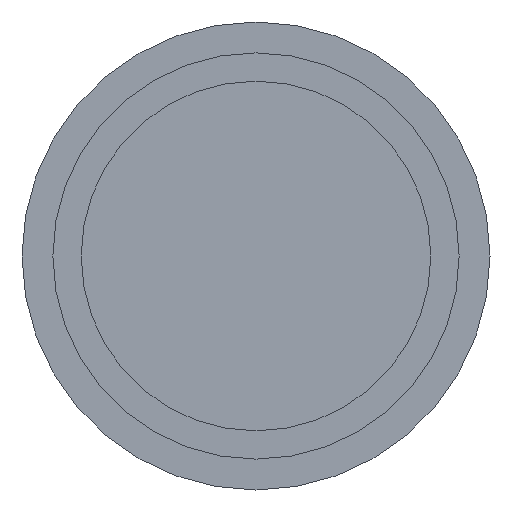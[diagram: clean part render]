
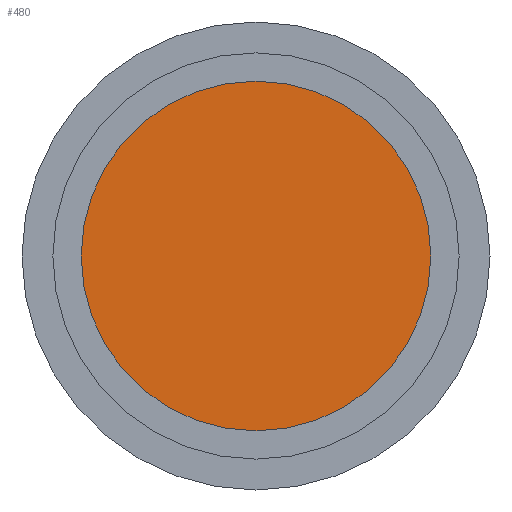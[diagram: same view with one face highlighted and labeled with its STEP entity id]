
A CAD part, left-side view. The second image highlights one B-rep face of the part: STEP entity #480.
In plain terms, the highlighted planar face has unit normal (-1, 0, 0).
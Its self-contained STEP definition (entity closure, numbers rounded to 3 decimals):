
#31 = CIRCLE ( 'NONE', #90, 34. ) ;
#53 = DIRECTION ( 'NONE',  ( 0., 0., 1. ) ) ;
#60 = CARTESIAN_POINT ( 'NONE',  ( -10.668, -8.368, 0. ) ) ;
#72 = CARTESIAN_POINT ( 'NONE',  ( -10.668, -8.368, 0. ) ) ;
#90 = AXIS2_PLACEMENT_3D ( 'NONE', #72, #107, #376 ) ;
#97 = CARTESIAN_POINT ( 'NONE',  ( -10.668, -8.368, -34. ) ) ;
#107 = DIRECTION ( 'NONE',  ( -1., 0., 0. ) ) ;
#139 = DIRECTION ( 'NONE',  ( -1., 0., 0. ) ) ;
#145 = VERTEX_POINT ( 'NONE', #97 ) ;
#147 = CARTESIAN_POINT ( 'NONE',  ( -10.668, -8.368, 34. ) ) ;
#174 = EDGE_CURVE ( 'NONE', #145, #457, #453, .T. ) ;
#207 = ORIENTED_EDGE ( 'NONE', *, *, #174, .T. ) ;
#248 = EDGE_CURVE ( 'NONE', #457, #145, #31, .T. ) ;
#260 = ORIENTED_EDGE ( 'NONE', *, *, #248, .T. ) ;
#261 = FACE_OUTER_BOUND ( 'NONE', #462, .T. ) ;
#272 = CARTESIAN_POINT ( 'NONE',  ( -10.668, 0., 0. ) ) ;
#303 = PLANE ( 'NONE',  #393 ) ;
#376 = DIRECTION ( 'NONE',  ( 0., 0., 1. ) ) ;
#378 = DIRECTION ( 'NONE',  ( 0., 0., -1. ) ) ;
#393 = AXIS2_PLACEMENT_3D ( 'NONE', #272, #487, #378 ) ;
#438 = AXIS2_PLACEMENT_3D ( 'NONE', #60, #139, #53 ) ;
#453 = CIRCLE ( 'NONE', #438, 34. ) ;
#457 = VERTEX_POINT ( 'NONE', #147 ) ;
#462 = EDGE_LOOP ( 'NONE', ( #260, #207 ) ) ;
#480 = ADVANCED_FACE ( 'NONE', ( #261 ), #303, .F. ) ;
#487 = DIRECTION ( 'NONE',  ( 1., 0., 0. ) ) ;
